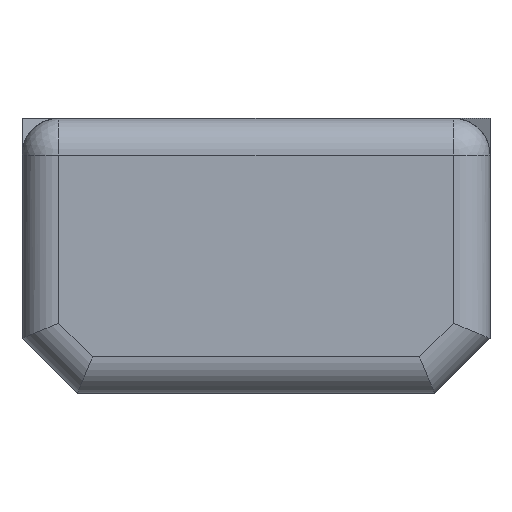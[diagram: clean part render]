
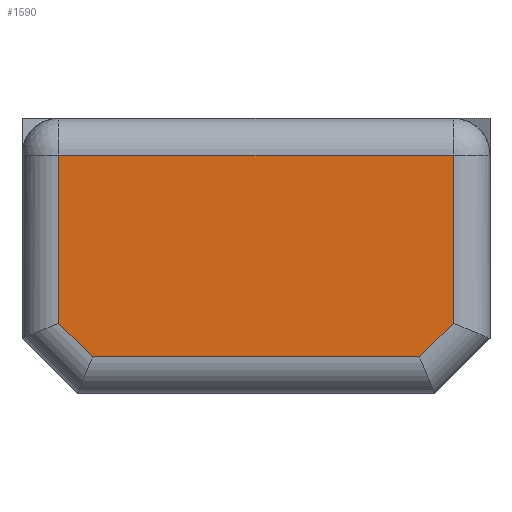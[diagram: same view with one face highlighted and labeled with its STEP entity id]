
A CAD part, front view. The second image highlights one B-rep face of the part: STEP entity #1590.
In plain terms, the highlighted planar face has unit normal (0, -1, 0).
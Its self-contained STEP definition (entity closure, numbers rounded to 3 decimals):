
#45=PLANE('',#1711);
#107=FACE_OUTER_BOUND('',#207,.T.);
#207=EDGE_LOOP('',(#1179,#1180,#1181,#1182,#1183,#1184));
#374=LINE('',#2414,#550);
#376=LINE('',#2428,#552);
#377=LINE('',#2437,#553);
#378=LINE('',#2439,#554);
#388=LINE('',#2464,#564);
#390=LINE('',#2468,#566);
#550=VECTOR('',#1901,10.);
#552=VECTOR('',#1917,10.);
#553=VECTOR('',#1930,10.);
#554=VECTOR('',#1933,10.);
#564=VECTOR('',#1959,10.);
#566=VECTOR('',#1965,10.);
#723=VERTEX_POINT('',#2412);
#724=VERTEX_POINT('',#2413);
#725=VERTEX_POINT('',#2418);
#729=VERTEX_POINT('',#2427);
#731=VERTEX_POINT('',#2433);
#738=VERTEX_POINT('',#2463);
#871=EDGE_CURVE('',#723,#724,#374,.T.);
#878=EDGE_CURVE('',#725,#729,#376,.T.);
#883=EDGE_CURVE('',#724,#731,#377,.T.);
#884=EDGE_CURVE('',#731,#725,#378,.T.);
#897=EDGE_CURVE('',#729,#738,#388,.T.);
#900=EDGE_CURVE('',#738,#723,#390,.T.);
#1179=ORIENTED_EDGE('',*,*,#878,.F.);
#1180=ORIENTED_EDGE('',*,*,#884,.F.);
#1181=ORIENTED_EDGE('',*,*,#883,.F.);
#1182=ORIENTED_EDGE('',*,*,#871,.F.);
#1183=ORIENTED_EDGE('',*,*,#900,.F.);
#1184=ORIENTED_EDGE('',*,*,#897,.F.);
#1590=ADVANCED_FACE('',(#107),#45,.F.);
#1711=AXIS2_PLACEMENT_3D('',#2483,#1981,#1982);
#1901=DIRECTION('',(-0.707,0.,0.707));
#1917=DIRECTION('',(0.,0.,-1.));
#1930=DIRECTION('',(0.,0.,1.));
#1933=DIRECTION('',(1.,0.,0.));
#1959=DIRECTION('',(-0.707,0.,-0.707));
#1965=DIRECTION('',(-1.,0.,0.));
#1981=DIRECTION('center_axis',(0.,1.,0.));
#1982=DIRECTION('ref_axis',(1.,0.,0.));
#2412=CARTESIAN_POINT('',(-1.782,0.,3.5));
#2413=CARTESIAN_POINT('',(-2.15,0.,3.868));
#2414=CARTESIAN_POINT('',(-1.553,0.,3.271));
#2418=CARTESIAN_POINT('',(2.15,0.,5.7));
#2427=CARTESIAN_POINT('',(2.15,0.,3.868));
#2428=CARTESIAN_POINT('',(2.15,0.,5.35));
#2433=CARTESIAN_POINT('',(-2.15,0.,5.7));
#2437=CARTESIAN_POINT('',(-2.15,0.,4.151));
#2439=CARTESIAN_POINT('',(-1.275,0.,5.7));
#2463=CARTESIAN_POINT('',(1.782,0.,3.5));
#2464=CARTESIAN_POINT('',(1.854,0.,3.572));
#2468=CARTESIAN_POINT('',(0.974,0.,3.5));
#2483=CARTESIAN_POINT('Origin',(0.,0.,4.6));
